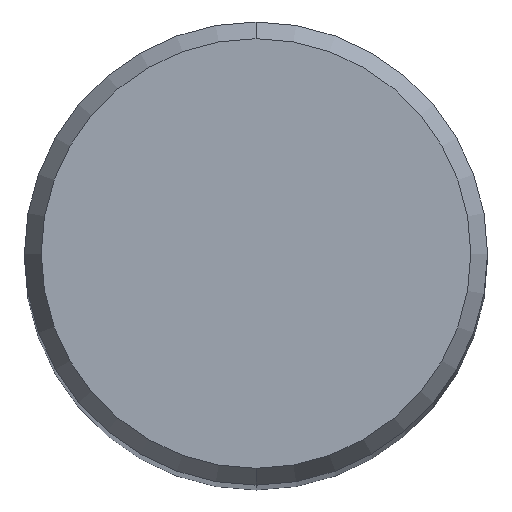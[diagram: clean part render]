
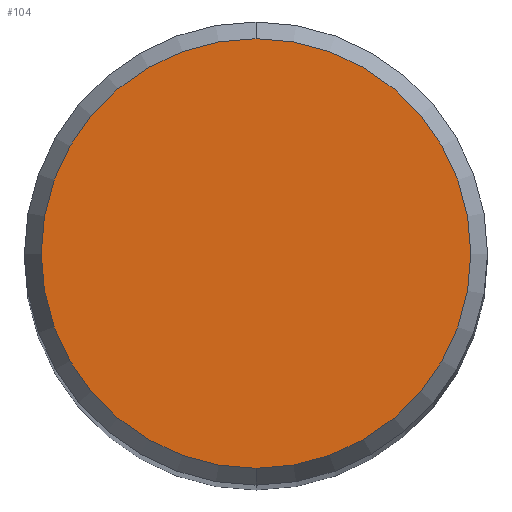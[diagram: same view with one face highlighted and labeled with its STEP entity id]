
A CAD part, top view. The second image highlights one B-rep face of the part: STEP entity #104.
In plain terms, the highlighted planar face has unit normal (0, 0, 1).
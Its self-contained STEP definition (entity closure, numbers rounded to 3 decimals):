
#86=VERTEX_POINT('',#193);
#88=VERTEX_POINT('',#195);
#104=ADVANCED_FACE('',(#211),#212,.T.);
#138=EDGE_CURVE('',#88,#86,#251,.T.);
#148=EDGE_CURVE('',#86,#88,#264,.T.);
#193=CARTESIAN_POINT('',(0.0,5.892,0.));
#195=CARTESIAN_POINT('',(0.,-5.892,0.));
#211=FACE_OUTER_BOUND('',#329,.T.);
#212=PLANE('',#330);
#251=CIRCLE('',#378,5.892);
#264=CIRCLE('',#392,5.892);
#329=EDGE_LOOP('',(#441,#442));
#330=AXIS2_PLACEMENT_3D('',#443,#444,#445);
#378=AXIS2_PLACEMENT_3D('',#499,#500,#501);
#392=AXIS2_PLACEMENT_3D('',#526,#527,#528);
#441=ORIENTED_EDGE('',*,*,#148,.F.);
#442=ORIENTED_EDGE('',*,*,#138,.F.);
#443=CARTESIAN_POINT('',(0.0,2.946,0.));
#444=DIRECTION('',(-0.0,0.0,1.0));
#445=DIRECTION('',(0.0,-1.0,0.0));
#499=CARTESIAN_POINT('',(0.0,0.0,0.));
#500=DIRECTION('',(0.0,0.0,-1.0));
#501=DIRECTION('',(0.0,1.0,0.0));
#526=CARTESIAN_POINT('',(0.0,0.0,0.));
#527=DIRECTION('',(0.0,0.0,-1.0));
#528=DIRECTION('',(0.0,1.0,0.0));
